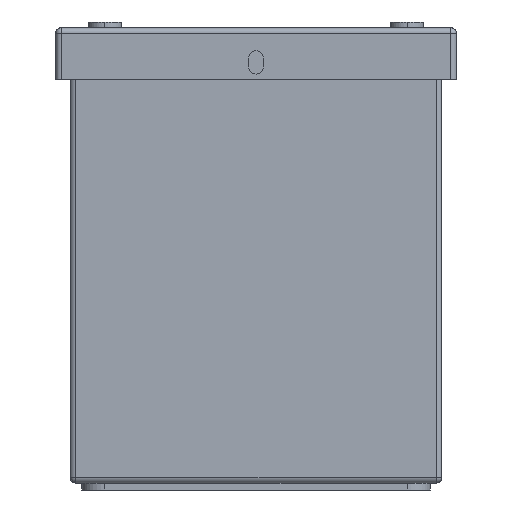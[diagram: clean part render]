
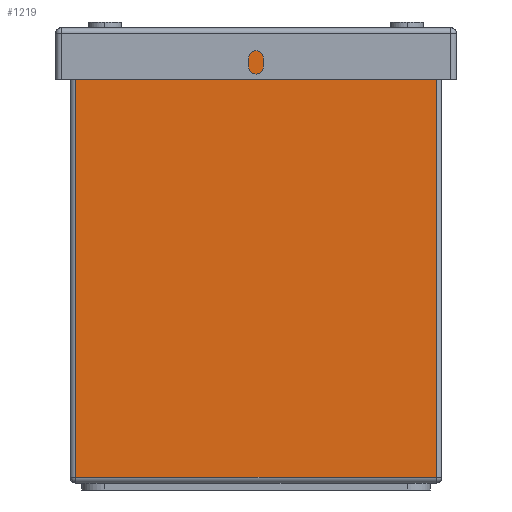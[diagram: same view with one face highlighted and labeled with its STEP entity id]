
A CAD part, left-side view. The second image highlights one B-rep face of the part: STEP entity #1219.
In plain terms, the highlighted planar face has unit normal (-1, 0, 0).
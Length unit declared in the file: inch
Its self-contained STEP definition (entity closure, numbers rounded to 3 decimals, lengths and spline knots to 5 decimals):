
#235 = VERTEX_POINT ( 'NONE', #6605 ) ;
#370 = LINE ( 'NONE', #11827, #6446 ) ;
#610 = ORIENTED_EDGE ( 'NONE', *, *, #6800, .T. ) ;
#927 = VECTOR ( 'NONE', #6874, 39.37008 ) ;
#1181 = FACE_OUTER_BOUND ( 'NONE', #7862, .T. ) ;
#1216 = VERTEX_POINT ( 'NONE', #11312 ) ;
#1219 = ADVANCED_FACE ( 'NONE', ( #1181 ), #8190, .F. ) ;
#1260 = EDGE_CURVE ( 'NONE', #1216, #5868, #12408, .T. ) ;
#1703 = ORIENTED_EDGE ( 'NONE', *, *, #6201, .F. ) ;
#3443 = LINE ( 'NONE', #7995, #927 ) ;
#3494 = CARTESIAN_POINT ( 'NONE',  ( 0., 3.94, 4.75 ) ) ;
#3562 = CARTESIAN_POINT ( 'NONE',  ( 0., 3.94, 4.69 ) ) ;
#3618 = ORIENTED_EDGE ( 'NONE', *, *, #1260, .T. ) ;
#4525 = DIRECTION ( 'NONE',  ( 1., 0., 0. ) ) ;
#4918 = DIRECTION ( 'NONE',  ( 0., 0., -1. ) ) ;
#5868 = VERTEX_POINT ( 'NONE', #8450 ) ;
#6201 = EDGE_CURVE ( 'NONE', #1216, #9482, #3443, .T. ) ;
#6446 = VECTOR ( 'NONE', #4918, 39.37008 ) ;
#6605 = CARTESIAN_POINT ( 'NONE',  ( 0., 3.94, 0.06 ) ) ;
#6800 = EDGE_CURVE ( 'NONE', #235, #9482, #13154, .T. ) ;
#6874 = DIRECTION ( 'NONE',  ( 0., 0., -1. ) ) ;
#7862 = EDGE_LOOP ( 'NONE', ( #1703, #3618, #12404, #610 ) ) ;
#7981 = AXIS2_PLACEMENT_3D ( 'NONE', #3494, #4525, #11453 ) ;
#7995 = CARTESIAN_POINT ( 'NONE',  ( 0., 0.06, 4.75 ) ) ;
#8054 = VECTOR ( 'NONE', #9891, 39.37008 ) ;
#8119 = DIRECTION ( 'NONE',  ( 0., 1., 0. ) ) ;
#8190 = PLANE ( 'NONE',  #7981 ) ;
#8450 = CARTESIAN_POINT ( 'NONE',  ( 0., 3.94, 4.69 ) ) ;
#8693 = VECTOR ( 'NONE', #8119, 39.37008 ) ;
#9150 = EDGE_CURVE ( 'NONE', #5868, #235, #370, .T. ) ;
#9482 = VERTEX_POINT ( 'NONE', #9731 ) ;
#9731 = CARTESIAN_POINT ( 'NONE',  ( 0., 0.06, 0.06 ) ) ;
#9891 = DIRECTION ( 'NONE',  ( 0., -1., 0. ) ) ;
#11312 = CARTESIAN_POINT ( 'NONE',  ( 0., 0.06, 4.69 ) ) ;
#11453 = DIRECTION ( 'NONE',  ( 0., 1., 0. ) ) ;
#11827 = CARTESIAN_POINT ( 'NONE',  ( 0., 3.94, 4.75 ) ) ;
#12404 = ORIENTED_EDGE ( 'NONE', *, *, #9150, .T. ) ;
#12408 = LINE ( 'NONE', #3562, #8693 ) ;
#13154 = LINE ( 'NONE', #14266, #8054 ) ;
#14266 = CARTESIAN_POINT ( 'NONE',  ( 0., 3.94, 0.06 ) ) ;
